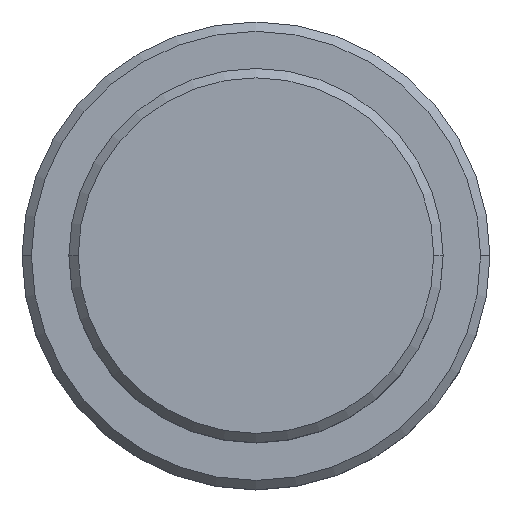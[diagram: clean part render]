
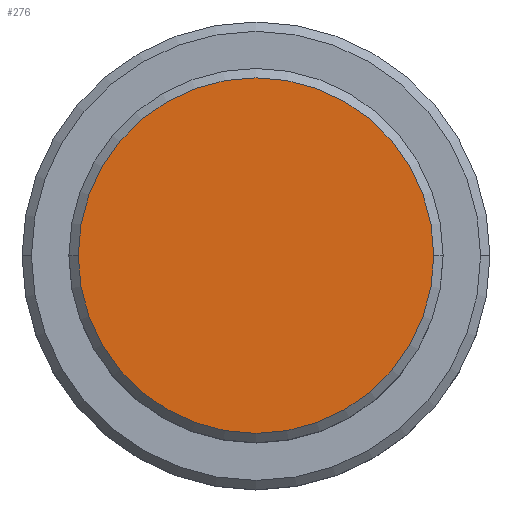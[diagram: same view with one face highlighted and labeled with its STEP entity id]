
A CAD part, top view. The second image highlights one B-rep face of the part: STEP entity #276.
In plain terms, the highlighted planar face has unit normal (0, 0, 1).
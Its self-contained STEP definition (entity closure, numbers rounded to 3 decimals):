
#64 = AXIS2_PLACEMENT_3D ( 'NONE', #861, #631, #94 ) ;
#77 = EDGE_LOOP ( 'NONE', ( #1290, #354 ) ) ;
#89 = VERTEX_POINT ( 'NONE', #1208 ) ;
#92 = DIRECTION ( 'NONE',  ( 1., 0., 0. ) ) ;
#94 = DIRECTION ( 'NONE',  ( 1., 0., 0. ) ) ;
#116 = CARTESIAN_POINT ( 'NONE',  ( -9.5, 0., 0. ) ) ;
#256 = VERTEX_POINT ( 'NONE', #116 ) ;
#276 = ADVANCED_FACE ( 'NONE', ( #532 ), #1311, .T. ) ;
#354 = ORIENTED_EDGE ( 'NONE', *, *, #1107, .T. ) ;
#421 = CIRCLE ( 'NONE', #64, 9.5 ) ;
#446 = DIRECTION ( 'NONE',  ( 0., 0., 1. ) ) ;
#506 = CIRCLE ( 'NONE', #1341, 9.5 ) ;
#532 = FACE_OUTER_BOUND ( 'NONE', #77, .T. ) ;
#631 = DIRECTION ( 'NONE',  ( 0., 0., 1. ) ) ;
#683 = AXIS2_PLACEMENT_3D ( 'NONE', #753, #446, #977 ) ;
#720 = DIRECTION ( 'NONE',  ( 0., 0., 1. ) ) ;
#723 = EDGE_CURVE ( 'NONE', #256, #89, #506, .T. ) ;
#732 = CARTESIAN_POINT ( 'NONE',  ( 0., 0., 0. ) ) ;
#753 = CARTESIAN_POINT ( 'NONE',  ( 0., 0., 0. ) ) ;
#861 = CARTESIAN_POINT ( 'NONE',  ( 0., 0., 0. ) ) ;
#977 = DIRECTION ( 'NONE',  ( 1., 0., 0. ) ) ;
#1107 = EDGE_CURVE ( 'NONE', #89, #256, #421, .T. ) ;
#1208 = CARTESIAN_POINT ( 'NONE',  ( 9.5, 0., 0. ) ) ;
#1290 = ORIENTED_EDGE ( 'NONE', *, *, #723, .T. ) ;
#1311 = PLANE ( 'NONE',  #683 ) ;
#1341 = AXIS2_PLACEMENT_3D ( 'NONE', #732, #720, #92 ) ;
